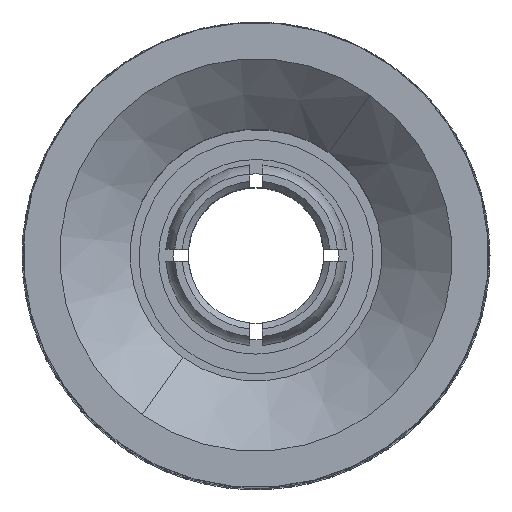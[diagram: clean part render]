
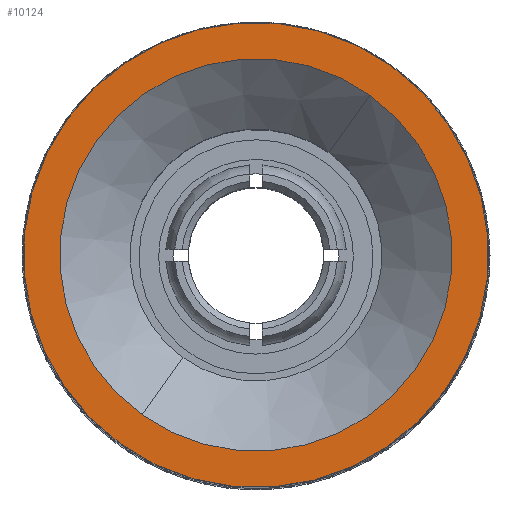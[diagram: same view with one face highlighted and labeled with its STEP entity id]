
A CAD part, top view. The second image highlights one B-rep face of the part: STEP entity #10124.
In plain terms, the highlighted planar face has unit normal (0, 0, 1).
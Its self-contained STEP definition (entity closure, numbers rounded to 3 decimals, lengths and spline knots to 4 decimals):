
#1653 = DIRECTION ( 'NONE',  ( 0., 0., -1. ) ) ;
#2462 = DIRECTION ( 'NONE',  ( 0.58, 0.815, 0. ) ) ;
#3098 = ORIENTED_EDGE ( 'NONE', *, *, #94926, .F. ) ;
#7870 = DIRECTION ( 'NONE',  ( 0.58, 0.815, 0. ) ) ;
#9658 = DIRECTION ( 'NONE',  ( 0., 0., -1. ) ) ;
#10124 = ADVANCED_FACE ( 'NONE', ( #22015, #14824 ), #53395, .T. ) ;
#10431 = EDGE_CURVE ( 'NONE', #21230, #51175, #31532, .T. ) ;
#10651 = CARTESIAN_POINT ( 'NONE',  ( 0., 0., 23.25 ) ) ;
#14824 = FACE_OUTER_BOUND ( 'NONE', #91272, .T. ) ;
#18023 = CIRCLE ( 'NONE', #96828, 3.85 ) ;
#18356 = AXIS2_PLACEMENT_3D ( 'NONE', #27084, #36318, #35305 ) ;
#21230 = VERTEX_POINT ( 'NONE', #86680 ) ;
#21607 = AXIS2_PLACEMENT_3D ( 'NONE', #68740, #37977, #62031 ) ;
#22015 = FACE_BOUND ( 'NONE', #81041, .T. ) ;
#27084 = CARTESIAN_POINT ( 'NONE',  ( 0., 0., 23.25 ) ) ;
#31532 = CIRCLE ( 'NONE', #18356, 3.85 ) ;
#35305 = DIRECTION ( 'NONE',  ( 0.58, 0.815, 0. ) ) ;
#35411 = CIRCLE ( 'NONE', #92811, 3.25 ) ;
#36318 = DIRECTION ( 'NONE',  ( 0., 0., -1. ) ) ;
#37977 = DIRECTION ( 'NONE',  ( 0., 0., 1. ) ) ;
#40998 = VERTEX_POINT ( 'NONE', #90451 ) ;
#41448 = AXIS2_PLACEMENT_3D ( 'NONE', #101449, #62364, #78327 ) ;
#51175 = VERTEX_POINT ( 'NONE', #91882 ) ;
#53395 = PLANE ( 'NONE',  #21607 ) ;
#55303 = ORIENTED_EDGE ( 'NONE', *, *, #97629, .T. ) ;
#61756 = CARTESIAN_POINT ( 'NONE',  ( 0., 0., 23.25 ) ) ;
#62031 = DIRECTION ( 'NONE',  ( -0.58, -0.815, 0. ) ) ;
#62364 = DIRECTION ( 'NONE',  ( 0., 0., -1. ) ) ;
#68635 = EDGE_CURVE ( 'NONE', #40998, #73845, #79111, .T. ) ;
#68740 = CARTESIAN_POINT ( 'NONE',  ( 1.8851, 2.6474, 23.25 ) ) ;
#73845 = VERTEX_POINT ( 'NONE', #85967 ) ;
#78327 = DIRECTION ( 'NONE',  ( 0.58, 0.815, 0. ) ) ;
#78839 = ORIENTED_EDGE ( 'NONE', *, *, #10431, .F. ) ;
#79111 = CIRCLE ( 'NONE', #41448, 3.25 ) ;
#81041 = EDGE_LOOP ( 'NONE', ( #55303, #90235 ) ) ;
#85967 = CARTESIAN_POINT ( 'NONE',  ( -1.8851, -2.6474, 23.25 ) ) ;
#86680 = CARTESIAN_POINT ( 'NONE',  ( 2.2331, 3.1362, 23.25 ) ) ;
#90235 = ORIENTED_EDGE ( 'NONE', *, *, #68635, .T. ) ;
#90451 = CARTESIAN_POINT ( 'NONE',  ( 1.8851, 2.6474, 23.25 ) ) ;
#91272 = EDGE_LOOP ( 'NONE', ( #78839, #3098 ) ) ;
#91882 = CARTESIAN_POINT ( 'NONE',  ( -2.2331, -3.1362, 23.25 ) ) ;
#92811 = AXIS2_PLACEMENT_3D ( 'NONE', #61756, #1653, #7870 ) ;
#94926 = EDGE_CURVE ( 'NONE', #51175, #21230, #18023, .T. ) ;
#96828 = AXIS2_PLACEMENT_3D ( 'NONE', #10651, #9658, #2462 ) ;
#97629 = EDGE_CURVE ( 'NONE', #73845, #40998, #35411, .T. ) ;
#101449 = CARTESIAN_POINT ( 'NONE',  ( 0., 0., 23.25 ) ) ;
